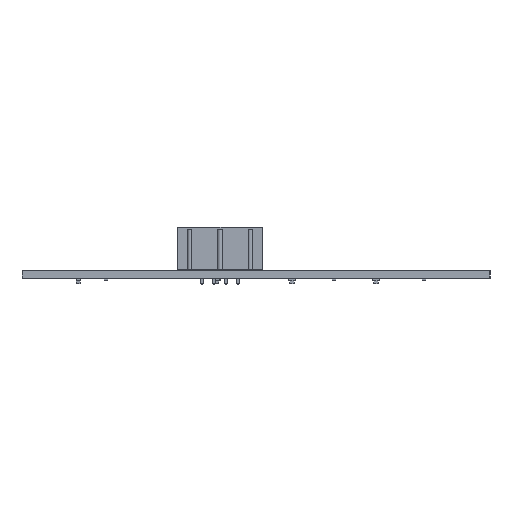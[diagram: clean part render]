
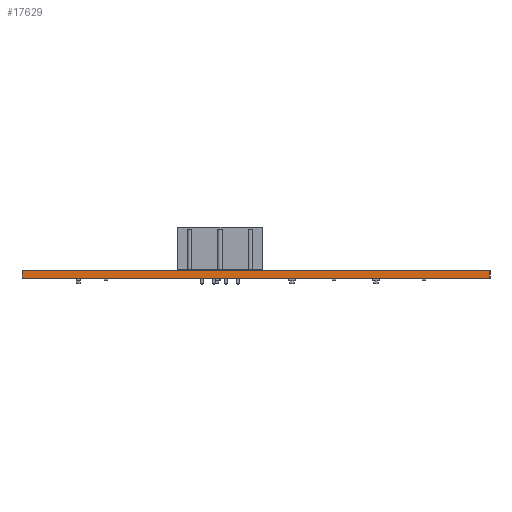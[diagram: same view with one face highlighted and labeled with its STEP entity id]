
A CAD part, left-side view. The second image highlights one B-rep face of the part: STEP entity #17629.
In plain terms, the highlighted planar face has unit normal (-1, 0, 0).
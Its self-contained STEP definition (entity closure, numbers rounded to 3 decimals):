
#17513 = EDGE_CURVE('',#17514,#17516,#17518,.T.);
#17514 = VERTEX_POINT('',#17515);
#17515 = CARTESIAN_POINT('',(101.6,-46.99,0.));
#17516 = VERTEX_POINT('',#17517);
#17517 = CARTESIAN_POINT('',(101.6,-46.99,1.6));
#17518 = SURFACE_CURVE('',#17519,(#17523,#17535),.PCURVE_S1.);
#17519 = LINE('',#17520,#17521);
#17520 = CARTESIAN_POINT('',(101.6,-46.99,0.));
#17521 = VECTOR('',#17522,1.);
#17522 = DIRECTION('',(0.,0.,1.));
#17523 = PCURVE('',#17524,#17529);
#17524 = PLANE('',#17525);
#17525 = AXIS2_PLACEMENT_3D('',#17526,#17527,#17528);
#17526 = CARTESIAN_POINT('',(101.6,-46.99,0.));
#17527 = DIRECTION('',(0.,1.,0.));
#17528 = DIRECTION('',(1.,0.,0.));
#17529 = DEFINITIONAL_REPRESENTATION('',(#17530),#17534);
#17530 = LINE('',#17531,#17532);
#17531 = CARTESIAN_POINT('',(0.,0.));
#17532 = VECTOR('',#17533,1.);
#17533 = DIRECTION('',(0.,-1.));
#17534 = ( GEOMETRIC_REPRESENTATION_CONTEXT(2) 
PARAMETRIC_REPRESENTATION_CONTEXT() REPRESENTATION_CONTEXT('2D SPACE',''
  ) );
#17535 = PCURVE('',#17536,#17541);
#17536 = PLANE('',#17537);
#17537 = AXIS2_PLACEMENT_3D('',#17538,#17539,#17540);
#17538 = CARTESIAN_POINT('',(101.6,-146.05,0.));
#17539 = DIRECTION('',(-1.,0.,0.));
#17540 = DIRECTION('',(0.,1.,0.));
#17541 = DEFINITIONAL_REPRESENTATION('',(#17542),#17546);
#17542 = LINE('',#17543,#17544);
#17543 = CARTESIAN_POINT('',(99.06,0.));
#17544 = VECTOR('',#17545,1.);
#17545 = DIRECTION('',(0.,-1.));
#17546 = ( GEOMETRIC_REPRESENTATION_CONTEXT(2) 
PARAMETRIC_REPRESENTATION_CONTEXT() REPRESENTATION_CONTEXT('2D SPACE',''
  ) );
#17564 = PLANE('',#17565);
#17565 = AXIS2_PLACEMENT_3D('',#17566,#17567,#17568);
#17566 = CARTESIAN_POINT('',(151.13,-96.52,1.6));
#17567 = DIRECTION('',(-0.,-0.,-1.));
#17568 = DIRECTION('',(-1.,0.,0.));
#17618 = PLANE('',#17619);
#17619 = AXIS2_PLACEMENT_3D('',#17620,#17621,#17622);
#17620 = CARTESIAN_POINT('',(151.13,-96.52,0.));
#17621 = DIRECTION('',(-0.,-0.,-1.));
#17622 = DIRECTION('',(-1.,0.,0.));
#17629 = ADVANCED_FACE('',(#17630),#17536,.T.);
#17630 = FACE_BOUND('',#17631,.T.);
#17631 = EDGE_LOOP('',(#17632,#17662,#17683,#17684));
#17632 = ORIENTED_EDGE('',*,*,#17633,.T.);
#17633 = EDGE_CURVE('',#17634,#17636,#17638,.T.);
#17634 = VERTEX_POINT('',#17635);
#17635 = CARTESIAN_POINT('',(101.6,-146.05,0.));
#17636 = VERTEX_POINT('',#17637);
#17637 = CARTESIAN_POINT('',(101.6,-146.05,1.6));
#17638 = SURFACE_CURVE('',#17639,(#17643,#17650),.PCURVE_S1.);
#17639 = LINE('',#17640,#17641);
#17640 = CARTESIAN_POINT('',(101.6,-146.05,0.));
#17641 = VECTOR('',#17642,1.);
#17642 = DIRECTION('',(0.,0.,1.));
#17643 = PCURVE('',#17536,#17644);
#17644 = DEFINITIONAL_REPRESENTATION('',(#17645),#17649);
#17645 = LINE('',#17646,#17647);
#17646 = CARTESIAN_POINT('',(0.,0.));
#17647 = VECTOR('',#17648,1.);
#17648 = DIRECTION('',(0.,-1.));
#17649 = ( GEOMETRIC_REPRESENTATION_CONTEXT(2) 
PARAMETRIC_REPRESENTATION_CONTEXT() REPRESENTATION_CONTEXT('2D SPACE',''
  ) );
#17650 = PCURVE('',#17651,#17656);
#17651 = PLANE('',#17652);
#17652 = AXIS2_PLACEMENT_3D('',#17653,#17654,#17655);
#17653 = CARTESIAN_POINT('',(200.66,-146.05,0.));
#17654 = DIRECTION('',(0.,-1.,0.));
#17655 = DIRECTION('',(-1.,0.,0.));
#17656 = DEFINITIONAL_REPRESENTATION('',(#17657),#17661);
#17657 = LINE('',#17658,#17659);
#17658 = CARTESIAN_POINT('',(99.06,0.));
#17659 = VECTOR('',#17660,1.);
#17660 = DIRECTION('',(0.,-1.));
#17661 = ( GEOMETRIC_REPRESENTATION_CONTEXT(2) 
PARAMETRIC_REPRESENTATION_CONTEXT() REPRESENTATION_CONTEXT('2D SPACE',''
  ) );
#17662 = ORIENTED_EDGE('',*,*,#17663,.T.);
#17663 = EDGE_CURVE('',#17636,#17516,#17664,.T.);
#17664 = SURFACE_CURVE('',#17665,(#17669,#17676),.PCURVE_S1.);
#17665 = LINE('',#17666,#17667);
#17666 = CARTESIAN_POINT('',(101.6,-146.05,1.6));
#17667 = VECTOR('',#17668,1.);
#17668 = DIRECTION('',(0.,1.,0.));
#17669 = PCURVE('',#17536,#17670);
#17670 = DEFINITIONAL_REPRESENTATION('',(#17671),#17675);
#17671 = LINE('',#17672,#17673);
#17672 = CARTESIAN_POINT('',(0.,-1.6));
#17673 = VECTOR('',#17674,1.);
#17674 = DIRECTION('',(1.,0.));
#17675 = ( GEOMETRIC_REPRESENTATION_CONTEXT(2) 
PARAMETRIC_REPRESENTATION_CONTEXT() REPRESENTATION_CONTEXT('2D SPACE',''
  ) );
#17676 = PCURVE('',#17564,#17677);
#17677 = DEFINITIONAL_REPRESENTATION('',(#17678),#17682);
#17678 = LINE('',#17679,#17680);
#17679 = CARTESIAN_POINT('',(49.53,-49.53));
#17680 = VECTOR('',#17681,1.);
#17681 = DIRECTION('',(0.,1.));
#17682 = ( GEOMETRIC_REPRESENTATION_CONTEXT(2) 
PARAMETRIC_REPRESENTATION_CONTEXT() REPRESENTATION_CONTEXT('2D SPACE',''
  ) );
#17683 = ORIENTED_EDGE('',*,*,#17513,.F.);
#17684 = ORIENTED_EDGE('',*,*,#17685,.F.);
#17685 = EDGE_CURVE('',#17634,#17514,#17686,.T.);
#17686 = SURFACE_CURVE('',#17687,(#17691,#17698),.PCURVE_S1.);
#17687 = LINE('',#17688,#17689);
#17688 = CARTESIAN_POINT('',(101.6,-146.05,0.));
#17689 = VECTOR('',#17690,1.);
#17690 = DIRECTION('',(0.,1.,0.));
#17691 = PCURVE('',#17536,#17692);
#17692 = DEFINITIONAL_REPRESENTATION('',(#17693),#17697);
#17693 = LINE('',#17694,#17695);
#17694 = CARTESIAN_POINT('',(0.,0.));
#17695 = VECTOR('',#17696,1.);
#17696 = DIRECTION('',(1.,0.));
#17697 = ( GEOMETRIC_REPRESENTATION_CONTEXT(2) 
PARAMETRIC_REPRESENTATION_CONTEXT() REPRESENTATION_CONTEXT('2D SPACE',''
  ) );
#17698 = PCURVE('',#17618,#17699);
#17699 = DEFINITIONAL_REPRESENTATION('',(#17700),#17704);
#17700 = LINE('',#17701,#17702);
#17701 = CARTESIAN_POINT('',(49.53,-49.53));
#17702 = VECTOR('',#17703,1.);
#17703 = DIRECTION('',(0.,1.));
#17704 = ( GEOMETRIC_REPRESENTATION_CONTEXT(2) 
PARAMETRIC_REPRESENTATION_CONTEXT() REPRESENTATION_CONTEXT('2D SPACE',''
  ) );
